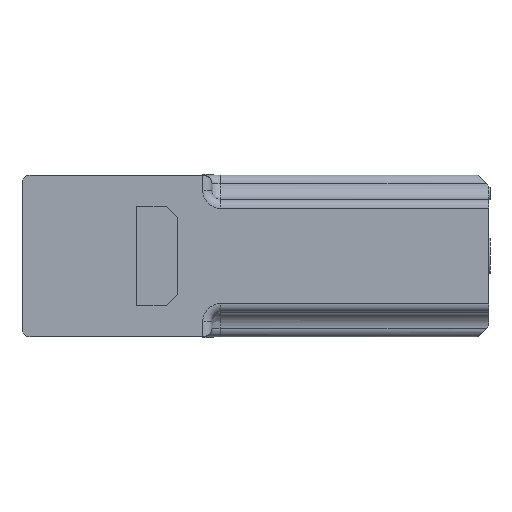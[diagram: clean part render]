
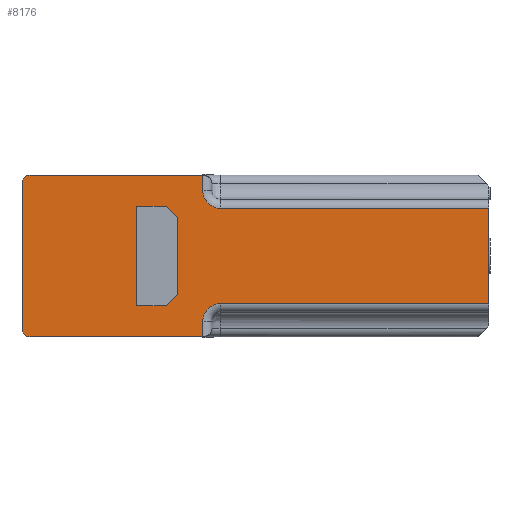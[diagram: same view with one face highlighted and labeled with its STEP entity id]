
A CAD part, left-side view. The second image highlights one B-rep face of the part: STEP entity #8176.
In plain terms, the highlighted planar face has unit normal (-1, 0, 0).
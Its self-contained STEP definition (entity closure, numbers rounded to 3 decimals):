
#8002=FACE_BOUND('',#10726,.T.);
#8003=FACE_BOUND('',#10727,.T.);
#8176=ADVANCED_FACE('',(#8002,#8003),#9192,.T.);
#9192=PLANE('',#27117);
#10726=EDGE_LOOP('',(#16045,#16046,#16047,#16048,#16049,#16050,#16051,#16052,
#16053,#16054,#16055,#16056));
#10727=EDGE_LOOP('',(#16057,#16058,#16059,#16060,#16061,#16062));
#11747=LINE('',#33845,#13172);
#11872=LINE('',#34153,#13297);
#11953=LINE('',#34386,#13378);
#12071=LINE('',#34807,#13496);
#12072=LINE('',#34818,#13497);
#12073=LINE('',#34819,#13498);
#12074=LINE('',#34820,#13499);
#12075=LINE('',#34822,#13500);
#12076=LINE('',#34824,#13501);
#12077=LINE('',#34825,#13502);
#12078=LINE('',#34826,#13503);
#12079=LINE('',#34829,#13504);
#12080=LINE('',#34831,#13505);
#12081=LINE('',#34833,#13506);
#12082=LINE('',#34835,#13507);
#12083=LINE('',#34837,#13508);
#13172=VECTOR('',#28772,1.);
#13297=VECTOR('',#28935,1.);
#13378=VECTOR('',#29128,1.);
#13496=VECTOR('',#29448,1.);
#13497=VECTOR('',#29461,1.);
#13498=VECTOR('',#29462,1.);
#13499=VECTOR('',#29463,1.);
#13500=VECTOR('',#29464,1.);
#13501=VECTOR('',#29465,1.);
#13502=VECTOR('',#29466,1.);
#13503=VECTOR('',#29467,1.);
#13504=VECTOR('',#29468,1.);
#13505=VECTOR('',#29469,1.);
#13506=VECTOR('',#29470,1.);
#13507=VECTOR('',#29471,1.);
#13508=VECTOR('',#29472,1.);
#14682=CIRCLE('',#27114,1.6);
#14683=CIRCLE('',#27116,1.6);
#16045=ORIENTED_EDGE('',*,*,#23675,.F.);
#16046=ORIENTED_EDGE('',*,*,#23676,.T.);
#16047=ORIENTED_EDGE('',*,*,#23238,.F.);
#16048=ORIENTED_EDGE('',*,*,#23677,.T.);
#16049=ORIENTED_EDGE('',*,*,#23674,.F.);
#16050=ORIENTED_EDGE('',*,*,#23671,.T.);
#16051=ORIENTED_EDGE('',*,*,#23495,.F.);
#16052=ORIENTED_EDGE('',*,*,#23678,.F.);
#16053=ORIENTED_EDGE('',*,*,#23679,.F.);
#16054=ORIENTED_EDGE('',*,*,#23680,.F.);
#16055=ORIENTED_EDGE('',*,*,#23380,.T.);
#16056=ORIENTED_EDGE('',*,*,#23681,.T.);
#16057=ORIENTED_EDGE('',*,*,#23682,.F.);
#16058=ORIENTED_EDGE('',*,*,#23683,.T.);
#16059=ORIENTED_EDGE('',*,*,#23684,.T.);
#16060=ORIENTED_EDGE('',*,*,#23685,.T.);
#16061=ORIENTED_EDGE('',*,*,#23686,.F.);
#16062=ORIENTED_EDGE('',*,*,#23687,.T.);
#21302=VERTEX_POINT('',#33844);
#21303=VERTEX_POINT('',#33846);
#21438=VERTEX_POINT('',#34152);
#21439=VERTEX_POINT('',#34154);
#21530=VERTEX_POINT('',#34385);
#21531=VERTEX_POINT('',#34387);
#21649=VERTEX_POINT('',#34808);
#21650=VERTEX_POINT('',#34812);
#21651=VERTEX_POINT('',#34816);
#21652=VERTEX_POINT('',#34817);
#21653=VERTEX_POINT('',#34821);
#21654=VERTEX_POINT('',#34823);
#21655=VERTEX_POINT('',#34827);
#21656=VERTEX_POINT('',#34828);
#21657=VERTEX_POINT('',#34830);
#21658=VERTEX_POINT('',#34832);
#21659=VERTEX_POINT('',#34834);
#21660=VERTEX_POINT('',#34836);
#23238=EDGE_CURVE('',#21302,#21303,#11747,.T.);
#23380=EDGE_CURVE('',#21439,#21438,#11872,.T.);
#23495=EDGE_CURVE('',#21530,#21531,#11953,.T.);
#23671=EDGE_CURVE('',#21649,#21531,#12071,.T.);
#23674=EDGE_CURVE('',#21649,#21650,#14682,.T.);
#23675=EDGE_CURVE('',#21651,#21652,#14683,.T.);
#23676=EDGE_CURVE('',#21651,#21303,#12072,.T.);
#23677=EDGE_CURVE('',#21302,#21650,#12073,.T.);
#23678=EDGE_CURVE('',#21653,#21530,#12074,.T.);
#23679=EDGE_CURVE('',#21654,#21653,#12075,.T.);
#23680=EDGE_CURVE('',#21439,#21654,#12076,.T.);
#23681=EDGE_CURVE('',#21438,#21652,#12077,.T.);
#23682=EDGE_CURVE('',#21655,#21656,#12078,.T.);
#23683=EDGE_CURVE('',#21655,#21657,#12079,.T.);
#23684=EDGE_CURVE('',#21657,#21658,#12080,.T.);
#23685=EDGE_CURVE('',#21658,#21659,#12081,.T.);
#23686=EDGE_CURVE('',#21660,#21659,#12082,.T.);
#23687=EDGE_CURVE('',#21660,#21656,#12083,.T.);
#27114=AXIS2_PLACEMENT_3D('',#34813,#29455,#29456);
#27116=AXIS2_PLACEMENT_3D('',#34815,#29459,#29460);
#27117=AXIS2_PLACEMENT_3D('',#34838,#29473,#29474);
#28772=DIRECTION('',(0.,0.,-1.));
#28935=DIRECTION('',(0.,-1.,0.));
#29128=DIRECTION('',(0.,-1.,0.));
#29448=DIRECTION('',(0.,0.,1.));
#29455=DIRECTION('',(-1.,0.,0.));
#29456=DIRECTION('',(0.,1.,0.));
#29459=DIRECTION('',(-1.,0.,0.));
#29460=DIRECTION('',(0.,0.,1.));
#29461=DIRECTION('',(0.,-1.,0.));
#29462=DIRECTION('',(0.,1.,0.));
#29463=DIRECTION('',(0.,-0.707,0.707));
#29464=DIRECTION('',(0.,0.,1.));
#29465=DIRECTION('',(0.,0.707,0.707));
#29466=DIRECTION('',(0.,0.,1.));
#29467=DIRECTION('',(0.,-0.707,0.707));
#29468=DIRECTION('',(0.,1.,0.));
#29469=DIRECTION('',(0.,0.,1.));
#29470=DIRECTION('',(0.,-1.,0.));
#29471=DIRECTION('',(0.,0.707,0.707));
#29472=DIRECTION('',(0.,0.,-1.));
#29473=DIRECTION('',(-1.,0.,0.));
#29474=DIRECTION('',(0.,0.,1.));
#33844=CARTESIAN_POINT('',(-15.15,-16.55,4.3));
#33845=CARTESIAN_POINT('',(-15.15,-16.55,4.3));
#33846=CARTESIAN_POINT('',(-15.15,-16.55,-4.3));
#34152=CARTESIAN_POINT('',(-15.15,9.25,-7.3));
#34153=CARTESIAN_POINT('',(-15.15,16.55,-7.3));
#34154=CARTESIAN_POINT('',(-15.15,25.1,-7.3));
#34385=CARTESIAN_POINT('',(-15.15,25.1,7.3));
#34386=CARTESIAN_POINT('',(-15.15,16.55,7.3));
#34387=CARTESIAN_POINT('',(-15.15,9.25,7.3));
#34807=CARTESIAN_POINT('',(-15.15,9.25,5.9));
#34808=CARTESIAN_POINT('',(-15.15,9.25,5.9));
#34812=CARTESIAN_POINT('',(-15.15,7.65,4.3));
#34813=CARTESIAN_POINT('',(-15.15,7.65,5.9));
#34815=CARTESIAN_POINT('',(-15.15,7.65,-5.9));
#34816=CARTESIAN_POINT('',(-15.15,7.65,-4.3));
#34817=CARTESIAN_POINT('',(-15.15,9.25,-5.9));
#34818=CARTESIAN_POINT('',(-15.15,7.65,-4.3));
#34819=CARTESIAN_POINT('',(-15.15,-16.55,4.3));
#34820=CARTESIAN_POINT('',(-15.15,25.55,6.85));
#34821=CARTESIAN_POINT('',(-15.15,25.55,6.85));
#34822=CARTESIAN_POINT('',(-15.15,25.55,-6.85));
#34823=CARTESIAN_POINT('',(-15.15,25.55,-6.85));
#34824=CARTESIAN_POINT('',(-15.15,25.1,-7.3));
#34825=CARTESIAN_POINT('',(-15.15,9.25,-7.3));
#34826=CARTESIAN_POINT('',(-15.15,12.55,-4.5));
#34827=CARTESIAN_POINT('',(-15.15,12.55,-4.5));
#34828=CARTESIAN_POINT('',(-15.15,11.55,-3.5));
#34829=CARTESIAN_POINT('',(-15.15,12.55,-4.5));
#34830=CARTESIAN_POINT('',(-15.15,15.2,-4.5));
#34831=CARTESIAN_POINT('',(-15.15,15.2,-4.5));
#34832=CARTESIAN_POINT('',(-15.15,15.2,4.5));
#34833=CARTESIAN_POINT('',(-15.15,15.2,4.5));
#34834=CARTESIAN_POINT('',(-15.15,12.55,4.5));
#34835=CARTESIAN_POINT('',(-15.15,11.55,3.5));
#34836=CARTESIAN_POINT('',(-15.15,11.55,3.5));
#34837=CARTESIAN_POINT('',(-15.15,11.55,3.5));
#34838=CARTESIAN_POINT('',(-15.15,-16.55,-7.3));
